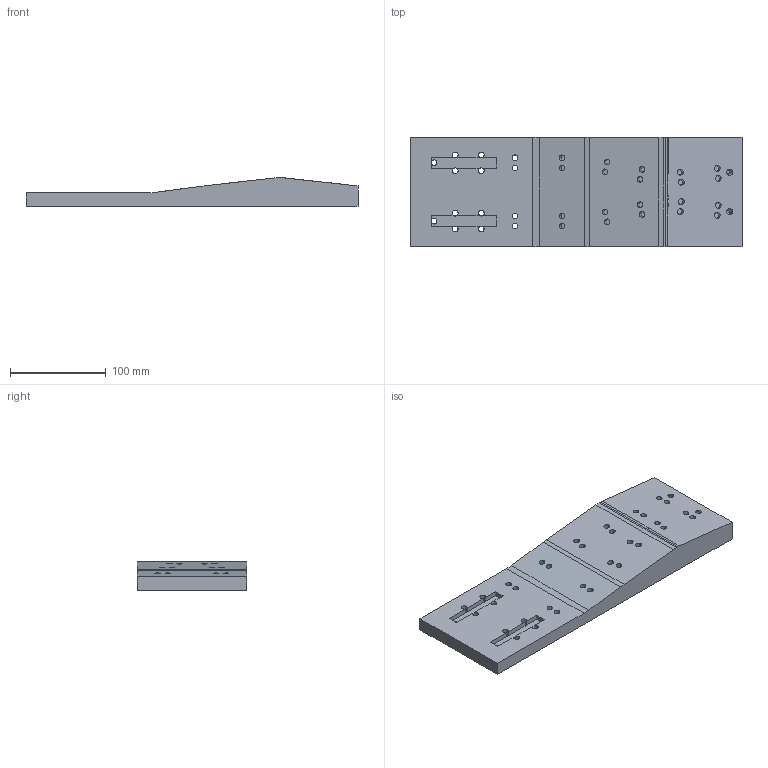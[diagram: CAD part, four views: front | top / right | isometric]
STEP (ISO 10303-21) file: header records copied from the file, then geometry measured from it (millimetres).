
FILE_DESCRIPTION (( 'STEP AP203' ), '1' );
FILE_NAME ('Saina Long Fixture.STEP', '2018-03-09T19:31:54', ( '' ), ( '' ), 'SwSTEP 2.0', 'SolidWorks 2016', '' );
FILE_SCHEMA (( 'CONFIG_CONTROL_DESIGN' ));
Length unit declared in the file: metre
Products named in the file (2): Saina Long Fixture; Saina_Long Fixture
Assembly tree (1 placements, depth 2):
  Saina Long Fixture
    Saina_Long Fixture
Bounding box: 346.58 x 114.21 x 30 mm (x, y, z)
Volume: 774506.1 mm3; surface area: 107638.4 mm2
Topology: 1 solids, 1 shells, 138 faces, 376 edges, 254 vertices
Faces by surface type: cylinder 72, plane 57, bspline 5, cone 4
Entity records: 4750 total; most frequent: CARTESIAN_POINT 887, DIRECTION 791, ORIENTED_EDGE 752, EDGE_CURVE 376, AXIS2_PLACEMENT_3D 301, VERTEX_POINT 254, LINE 189, VECTOR 189
